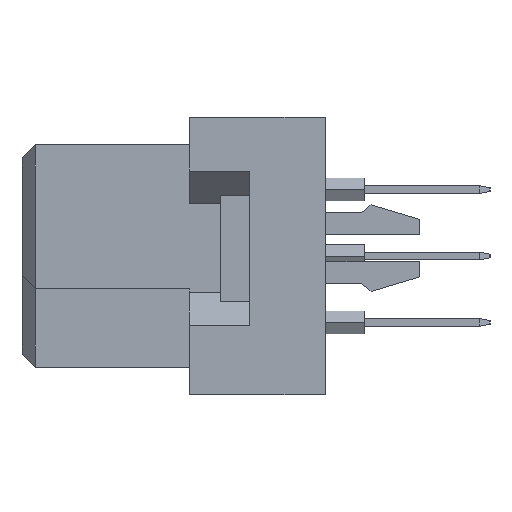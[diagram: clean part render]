
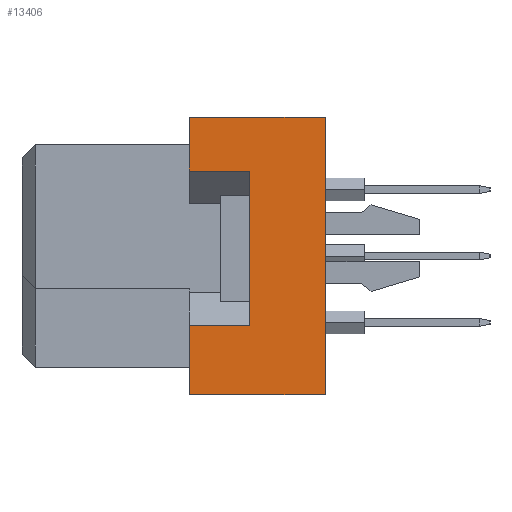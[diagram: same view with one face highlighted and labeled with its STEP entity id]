
A CAD part, left-side view. The second image highlights one B-rep face of the part: STEP entity #13406.
In plain terms, the highlighted planar face has unit normal (-1, 0, 0).
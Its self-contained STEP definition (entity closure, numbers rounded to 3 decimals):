
#144 = VERTEX_POINT ( 'NONE', #2905 ) ;
#1037 = FACE_OUTER_BOUND ( 'NONE', #7545, .T. ) ;
#1615 = LINE ( 'NONE', #21050, #37604 ) ;
#1873 = EDGE_CURVE ( 'NONE', #38217, #24659, #29054, .T. ) ;
#2905 = CARTESIAN_POINT ( 'NONE',  ( -47.5, -6.4, 5.3 ) ) ;
#2943 = LINE ( 'NONE', #12457, #37135 ) ;
#3414 = VERTEX_POINT ( 'NONE', #18755 ) ;
#4829 = DIRECTION ( 'NONE',  ( 0., 0., 1. ) ) ;
#5002 = DIRECTION ( 'NONE',  ( 0., 0., 1. ) ) ;
#5575 = CARTESIAN_POINT ( 'NONE',  ( -47.5, -11.6, 5.3 ) ) ;
#5690 = DIRECTION ( 'NONE',  ( 0., 0., 1. ) ) ;
#7399 = ORIENTED_EDGE ( 'NONE', *, *, #11335, .F. ) ;
#7545 = EDGE_LOOP ( 'NONE', ( #35181, #7399, #25385, #17264, #37025, #7991, #22059, #17759 ) ) ;
#7991 = ORIENTED_EDGE ( 'NONE', *, *, #13984, .F. ) ;
#8877 = VERTEX_POINT ( 'NONE', #23957 ) ;
#9051 = CARTESIAN_POINT ( 'NONE',  ( -47.5, -8.7, -2.65 ) ) ;
#9816 = EDGE_CURVE ( 'NONE', #8877, #39221, #27853, .T. ) ;
#10563 = VECTOR ( 'NONE', #4829, 1000. ) ;
#11335 = EDGE_CURVE ( 'NONE', #24659, #39221, #21060, .T. ) ;
#12054 = DIRECTION ( 'NONE',  ( 0., 1., 0. ) ) ;
#12457 = CARTESIAN_POINT ( 'NONE',  ( -47.5, -8.7, 3.25 ) ) ;
#12884 = CARTESIAN_POINT ( 'NONE',  ( -47.5, -6.4, -2.65 ) ) ;
#13406 = ADVANCED_FACE ( 'NONE', ( #1037 ), #20469, .T. ) ;
#13961 = VERTEX_POINT ( 'NONE', #14929 ) ;
#13984 = EDGE_CURVE ( 'NONE', #30685, #144, #1615, .T. ) ;
#14803 = EDGE_CURVE ( 'NONE', #38217, #13961, #17940, .T. ) ;
#14929 = CARTESIAN_POINT ( 'NONE',  ( -47.5, -11.6, 5.3 ) ) ;
#15199 = CARTESIAN_POINT ( 'NONE',  ( -47.5, -11.6, -5.3 ) ) ;
#16861 = VECTOR ( 'NONE', #40741, 1000. ) ;
#16900 = CARTESIAN_POINT ( 'NONE',  ( -47.5, -11.6, 5.3 ) ) ;
#17264 = ORIENTED_EDGE ( 'NONE', *, *, #14803, .T. ) ;
#17334 = AXIS2_PLACEMENT_3D ( 'NONE', #16900, #30191, #29770 ) ;
#17759 = ORIENTED_EDGE ( 'NONE', *, *, #24621, .F. ) ;
#17940 = LINE ( 'NONE', #37161, #31269 ) ;
#18124 = EDGE_CURVE ( 'NONE', #13961, #144, #27749, .T. ) ;
#18137 = CARTESIAN_POINT ( 'NONE',  ( -47.5, -6.4, -5.3 ) ) ;
#18755 = CARTESIAN_POINT ( 'NONE',  ( -47.5, -8.7, 3.25 ) ) ;
#19869 = VECTOR ( 'NONE', #24802, 1000. ) ;
#20469 = PLANE ( 'NONE',  #17334 ) ;
#21050 = CARTESIAN_POINT ( 'NONE',  ( -47.5, -6.4, -5.3 ) ) ;
#21060 = LINE ( 'NONE', #39866, #26738 ) ;
#21289 = VECTOR ( 'NONE', #37357, 1000. ) ;
#21295 = CARTESIAN_POINT ( 'NONE',  ( -47.5, -8.7, -2.65 ) ) ;
#22059 = ORIENTED_EDGE ( 'NONE', *, *, #34586, .F. ) ;
#22615 = CARTESIAN_POINT ( 'NONE',  ( -47.5, -6.4, 3.25 ) ) ;
#23957 = CARTESIAN_POINT ( 'NONE',  ( -47.5, -8.7, -2.65 ) ) ;
#24621 = EDGE_CURVE ( 'NONE', #8877, #3414, #30587, .T. ) ;
#24659 = VERTEX_POINT ( 'NONE', #18137 ) ;
#24802 = DIRECTION ( 'NONE',  ( 0., 1., 0. ) ) ;
#25385 = ORIENTED_EDGE ( 'NONE', *, *, #1873, .F. ) ;
#26738 = VECTOR ( 'NONE', #33939, 1000. ) ;
#27749 = LINE ( 'NONE', #5575, #19869 ) ;
#27853 = LINE ( 'NONE', #9051, #21289 ) ;
#29054 = LINE ( 'NONE', #15199, #16861 ) ;
#29770 = DIRECTION ( 'NONE',  ( 0., 0., 1. ) ) ;
#30191 = DIRECTION ( 'NONE',  ( -1., 0., 0. ) ) ;
#30587 = LINE ( 'NONE', #21295, #10563 ) ;
#30685 = VERTEX_POINT ( 'NONE', #22615 ) ;
#31269 = VECTOR ( 'NONE', #5690, 1000. ) ;
#33939 = DIRECTION ( 'NONE',  ( 0., 0., 1. ) ) ;
#34586 = EDGE_CURVE ( 'NONE', #3414, #30685, #2943, .T. ) ;
#35181 = ORIENTED_EDGE ( 'NONE', *, *, #9816, .T. ) ;
#37025 = ORIENTED_EDGE ( 'NONE', *, *, #18124, .T. ) ;
#37135 = VECTOR ( 'NONE', #12054, 1000. ) ;
#37161 = CARTESIAN_POINT ( 'NONE',  ( -47.5, -11.6, 5.3 ) ) ;
#37357 = DIRECTION ( 'NONE',  ( 0., 1., 0. ) ) ;
#37604 = VECTOR ( 'NONE', #5002, 1000. ) ;
#38217 = VERTEX_POINT ( 'NONE', #40889 ) ;
#39221 = VERTEX_POINT ( 'NONE', #12884 ) ;
#39866 = CARTESIAN_POINT ( 'NONE',  ( -47.5, -6.4, -5.3 ) ) ;
#40741 = DIRECTION ( 'NONE',  ( 0., 1., 0. ) ) ;
#40889 = CARTESIAN_POINT ( 'NONE',  ( -47.5, -11.6, -5.3 ) ) ;
